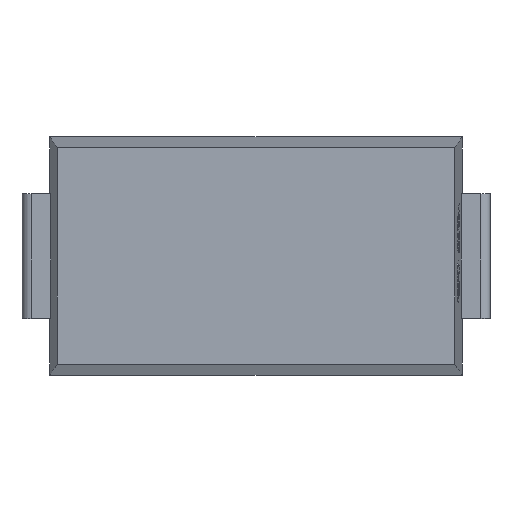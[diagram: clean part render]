
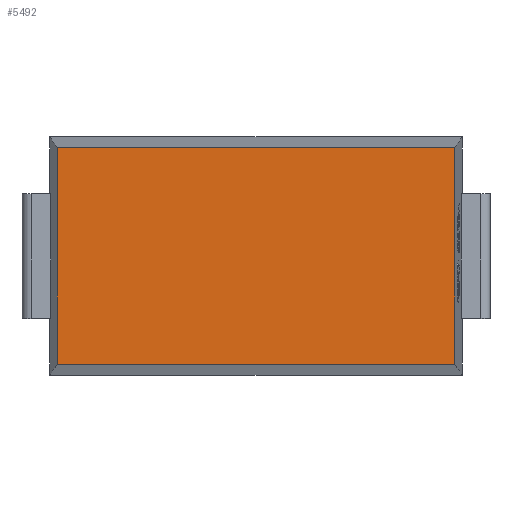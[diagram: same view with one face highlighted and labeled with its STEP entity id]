
A CAD part, top view. The second image highlights one B-rep face of the part: STEP entity #5492.
In plain terms, the highlighted planar face has unit normal (0, 0, 1).
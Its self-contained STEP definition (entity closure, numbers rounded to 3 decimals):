
#324 = VECTOR ( 'NONE', #5050, 1000. ) ;
#456 = CARTESIAN_POINT ( 'NONE',  ( 2.166, 1.182, 2. ) ) ;
#472 = ORIENTED_EDGE ( 'NONE', *, *, #12511, .F. ) ;
#530 = CARTESIAN_POINT ( 'NONE',  ( -2.166, 1.182, 2. ) ) ;
#921 = DIRECTION ( 'NONE',  ( -1., 0., 0. ) ) ;
#1743 = CARTESIAN_POINT ( 'NONE',  ( 2.166, -1.182, 2. ) ) ;
#1996 = LINE ( 'NONE', #6773, #9447 ) ;
#2516 = EDGE_CURVE ( 'NONE', #4257, #6924, #15047, .T. ) ;
#2563 = VECTOR ( 'NONE', #921, 1000. ) ;
#4256 = CARTESIAN_POINT ( 'NONE',  ( 12., 1.182, 2. ) ) ;
#4257 = VERTEX_POINT ( 'NONE', #456 ) ;
#5050 = DIRECTION ( 'NONE',  ( 0., -1., 0. ) ) ;
#5189 = FACE_OUTER_BOUND ( 'NONE', #7490, .T. ) ;
#5245 = ORIENTED_EDGE ( 'NONE', *, *, #13686, .F. ) ;
#5285 = ORIENTED_EDGE ( 'NONE', *, *, #14384, .T. ) ;
#5420 = DIRECTION ( 'NONE',  ( 0., 0., 1. ) ) ;
#5492 = ADVANCED_FACE ( 'NONE', ( #5189 ), #11191, .T. ) ;
#5540 = VECTOR ( 'NONE', #13882, 1000. ) ;
#6602 = CARTESIAN_POINT ( 'NONE',  ( 0., 0., 2. ) ) ;
#6773 = CARTESIAN_POINT ( 'NONE',  ( -2.166, 1.3, 2. ) ) ;
#6866 = CARTESIAN_POINT ( 'NONE',  ( 12., -1.182, 2. ) ) ;
#6924 = VERTEX_POINT ( 'NONE', #530 ) ;
#7203 = ORIENTED_EDGE ( 'NONE', *, *, #2516, .T. ) ;
#7258 = DIRECTION ( 'NONE',  ( 0., -1., 0. ) ) ;
#7490 = EDGE_LOOP ( 'NONE', ( #5285, #472, #5245, #7203 ) ) ;
#9447 = VECTOR ( 'NONE', #7258, 1000. ) ;
#9918 = VERTEX_POINT ( 'NONE', #13752 ) ;
#10159 = CARTESIAN_POINT ( 'NONE',  ( 2.166, 1.3, 2. ) ) ;
#11191 = PLANE ( 'NONE',  #11324 ) ;
#11324 = AXIS2_PLACEMENT_3D ( 'NONE', #6602, #5420, #14794 ) ;
#12511 = EDGE_CURVE ( 'NONE', #15500, #9918, #13902, .T. ) ;
#13406 = LINE ( 'NONE', #10159, #324 ) ;
#13686 = EDGE_CURVE ( 'NONE', #4257, #15500, #13406, .T. ) ;
#13752 = CARTESIAN_POINT ( 'NONE',  ( -2.166, -1.182, 2. ) ) ;
#13882 = DIRECTION ( 'NONE',  ( -1., 0., 0. ) ) ;
#13902 = LINE ( 'NONE', #6866, #2563 ) ;
#14384 = EDGE_CURVE ( 'NONE', #6924, #9918, #1996, .T. ) ;
#14794 = DIRECTION ( 'NONE',  ( 1., 0., 0. ) ) ;
#15047 = LINE ( 'NONE', #4256, #5540 ) ;
#15500 = VERTEX_POINT ( 'NONE', #1743 ) ;
